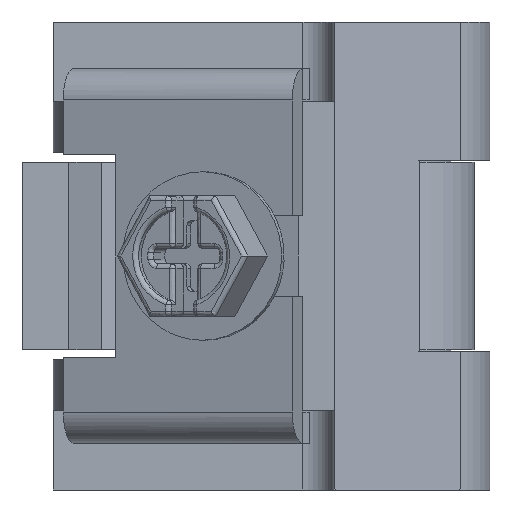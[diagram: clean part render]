
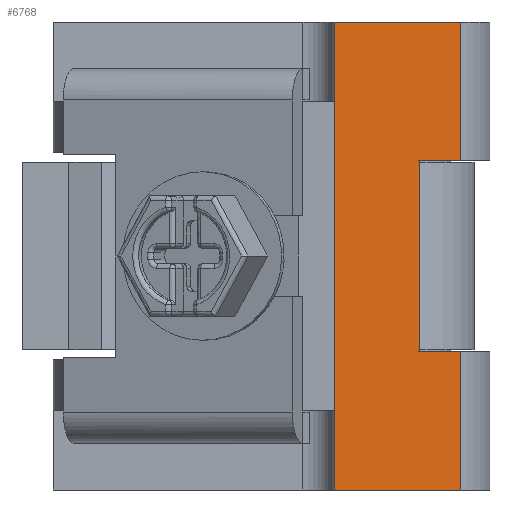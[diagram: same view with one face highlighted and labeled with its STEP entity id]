
A CAD part, left-side view. The second image highlights one B-rep face of the part: STEP entity #6768.
In plain terms, the highlighted free-form (B-spline) face has degree [1, 1] with [2, 2] control points.
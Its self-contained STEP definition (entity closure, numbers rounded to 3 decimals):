
#5627=CARTESIAN_POINT('',(-6.8,-0.994,8.85));
#5628=VERTEX_POINT('',#5627);
#5634=CARTESIAN_POINT('',(-4.397,-3.582,8.85));
#5635=VERTEX_POINT('',#5634);
#5636=CARTESIAN_POINT('',(-6.8,-0.994,8.85));
#5637=CARTESIAN_POINT('',(-4.397,-3.582,8.85));
#5638=QUASI_UNIFORM_CURVE('',1,(#5636,#5637),.UNSPECIFIED.,.F.,.U.);
#5639=EDGE_CURVE('',#5628,#5635,#5638,.T.);
#5686=CARTESIAN_POINT('',(-6.8,-0.994,21.15));
#5687=VERTEX_POINT('',#5686);
#5707=CARTESIAN_POINT('',(-4.397,-3.582,21.15));
#5708=VERTEX_POINT('',#5707);
#5724=CARTESIAN_POINT('',(-6.8,-0.994,21.15));
#5725=CARTESIAN_POINT('',(-4.397,-3.582,21.15));
#5726=QUASI_UNIFORM_CURVE('',1,(#5724,#5725),.UNSPECIFIED.,.F.,.U.);
#5727=EDGE_CURVE('',#5687,#5708,#5726,.T.);
#6016=CARTESIAN_POINT('',(-6.8,-0.994,21.15));
#6017=CARTESIAN_POINT('',(-6.8,-0.994,8.85));
#6018=QUASI_UNIFORM_CURVE('',1,(#6016,#6017),.UNSPECIFIED.,.F.,.U.);
#6019=EDGE_CURVE('',#5687,#5628,#6018,.T.);
#6274=CARTESIAN_POINT('',(-4.397,-3.582,0.));
#6275=VERTEX_POINT('',#6274);
#6291=CARTESIAN_POINT('',(-11.9,4.5,0.));
#6292=VERTEX_POINT('',#6291);
#6293=CARTESIAN_POINT('',(-4.397,-3.582,0.));
#6294=CARTESIAN_POINT('',(-11.9,4.5,0.));
#6295=QUASI_UNIFORM_CURVE('',1,(#6293,#6294),.UNSPECIFIED.,.F.,.U.);
#6296=EDGE_CURVE('',#6275,#6292,#6295,.T.);
#6362=CARTESIAN_POINT('',(-4.397,-3.582,30.));
#6363=VERTEX_POINT('',#6362);
#6422=CARTESIAN_POINT('',(-11.9,4.5,30.));
#6423=VERTEX_POINT('',#6422);
#6429=CARTESIAN_POINT('',(-4.397,-3.582,30.));
#6430=CARTESIAN_POINT('',(-11.9,4.5,30.));
#6431=QUASI_UNIFORM_CURVE('',1,(#6429,#6430),.UNSPECIFIED.,.F.,.U.);
#6432=EDGE_CURVE('',#6363,#6423,#6431,.T.);
#6540=CARTESIAN_POINT('',(-4.397,-3.582,8.85));
#6541=CARTESIAN_POINT('',(-4.397,-3.582,0.));
#6542=QUASI_UNIFORM_CURVE('',1,(#6540,#6541),.UNSPECIFIED.,.F.,.U.);
#6543=EDGE_CURVE('',#5635,#6275,#6542,.T.);
#6610=CARTESIAN_POINT('',(-11.9,4.5,30.));
#6611=CARTESIAN_POINT('',(-11.9,4.5,0.));
#6612=QUASI_UNIFORM_CURVE('',1,(#6610,#6611),.UNSPECIFIED.,.F.,.U.);
#6613=EDGE_CURVE('',#6423,#6292,#6612,.T.);
#6749=CARTESIAN_POINT('',(-12.275,4.904,-1.499));
#6750=CARTESIAN_POINT('',(-4.023,-3.986,-1.499));
#6751=CARTESIAN_POINT('',(-12.275,4.904,31.499));
#6752=CARTESIAN_POINT('',(-4.023,-3.986,31.499));
#6753=B_SPLINE_SURFACE_WITH_KNOTS('',1,1,((#6749,#6751),(#6750,#6752)),.UNSPECIFIED.,.F.,.F.,.U.,(2,2),(2,2),(0.0,12.129),(0.0,32.997),.UNSPECIFIED.);
#6754=ORIENTED_EDGE('',*,*,#6019,.F.);
#6755=ORIENTED_EDGE('',*,*,#5727,.T.);
#6756=CARTESIAN_POINT('',(-4.397,-3.582,30.));
#6757=CARTESIAN_POINT('',(-4.397,-3.582,21.15));
#6758=QUASI_UNIFORM_CURVE('',1,(#6756,#6757),.UNSPECIFIED.,.F.,.U.);
#6759=EDGE_CURVE('',#6363,#5708,#6758,.T.);
#6760=ORIENTED_EDGE('',*,*,#6759,.F.);
#6761=ORIENTED_EDGE('',*,*,#6432,.T.);
#6762=ORIENTED_EDGE('',*,*,#6613,.T.);
#6763=ORIENTED_EDGE('',*,*,#6296,.F.);
#6764=ORIENTED_EDGE('',*,*,#6543,.F.);
#6765=ORIENTED_EDGE('',*,*,#5639,.F.);
#6766=EDGE_LOOP('',(#6754,#6755,#6760,#6761,#6762,#6763,#6764,#6765));
#6767=FACE_OUTER_BOUND('',#6766,.T.);
#6768=ADVANCED_FACE('',(#6767),#6753,.T.);
